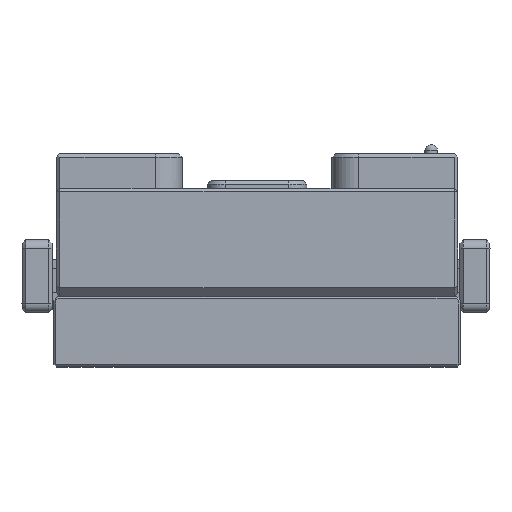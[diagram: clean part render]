
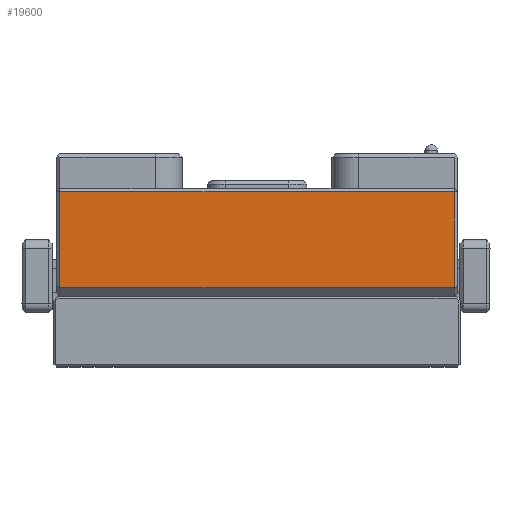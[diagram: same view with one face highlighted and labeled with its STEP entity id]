
A CAD part, top view. The second image highlights one B-rep face of the part: STEP entity #19600.
In plain terms, the highlighted planar face has unit normal (0, 0, 1).
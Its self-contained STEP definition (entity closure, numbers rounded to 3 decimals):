
#1717=FACE_OUTER_BOUND('',#2881,.T.);
#2881=EDGE_LOOP('',(#13391,#13392,#13393,#13394));
#4312=LINE('',#28576,#6252);
#4316=LINE('',#28584,#6256);
#4317=LINE('',#28586,#6257);
#4318=LINE('',#28587,#6258);
#6252=VECTOR('',#23060,1000.);
#6256=VECTOR('',#23068,1000.);
#6257=VECTOR('',#23069,1000.);
#6258=VECTOR('',#23070,1000.);
#8266=VERTEX_POINT('',#28573);
#8267=VERTEX_POINT('',#28575);
#8269=VERTEX_POINT('',#28583);
#8270=VERTEX_POINT('',#28585);
#10245=EDGE_CURVE('',#8267,#8266,#4312,.T.);
#10249=EDGE_CURVE('',#8266,#8269,#4316,.T.);
#10250=EDGE_CURVE('',#8270,#8269,#4317,.T.);
#10251=EDGE_CURVE('',#8267,#8270,#4318,.T.);
#13391=ORIENTED_EDGE('',*,*,#10245,.T.);
#13392=ORIENTED_EDGE('',*,*,#10249,.T.);
#13393=ORIENTED_EDGE('',*,*,#10250,.F.);
#13394=ORIENTED_EDGE('',*,*,#10251,.F.);
#18885=PLANE('',#20891);
#19600=ADVANCED_FACE('',(#1717),#18885,.F.);
#20891=AXIS2_PLACEMENT_3D('',#28582,#23066,#23067);
#23060=DIRECTION('',(0.,1.,0.));
#23066=DIRECTION('center_axis',(0.,0.,
-1.));
#23067=DIRECTION('ref_axis',(0.,1.,0.));
#23068=DIRECTION('',(-1.,0.,0.));
#23069=DIRECTION('',(0.,1.,0.));
#23070=DIRECTION('',(-1.,0.,0.));
#28573=CARTESIAN_POINT('',(142.23,3.724,65.08));
#28575=CARTESIAN_POINT('',(142.23,-7.078,65.08));
#28576=CARTESIAN_POINT('',(142.23,-6.996,65.08));
#28582=CARTESIAN_POINT('Origin',(100.004,-6.996,65.08));
#28583=CARTESIAN_POINT('',(97.77,3.724,65.08));
#28584=CARTESIAN_POINT('',(97.37,3.724,65.08));
#28585=CARTESIAN_POINT('',(97.77,-7.078,65.08));
#28586=CARTESIAN_POINT('',(97.77,-6.996,65.08));
#28587=CARTESIAN_POINT('',(109.037,-7.078,65.08));
